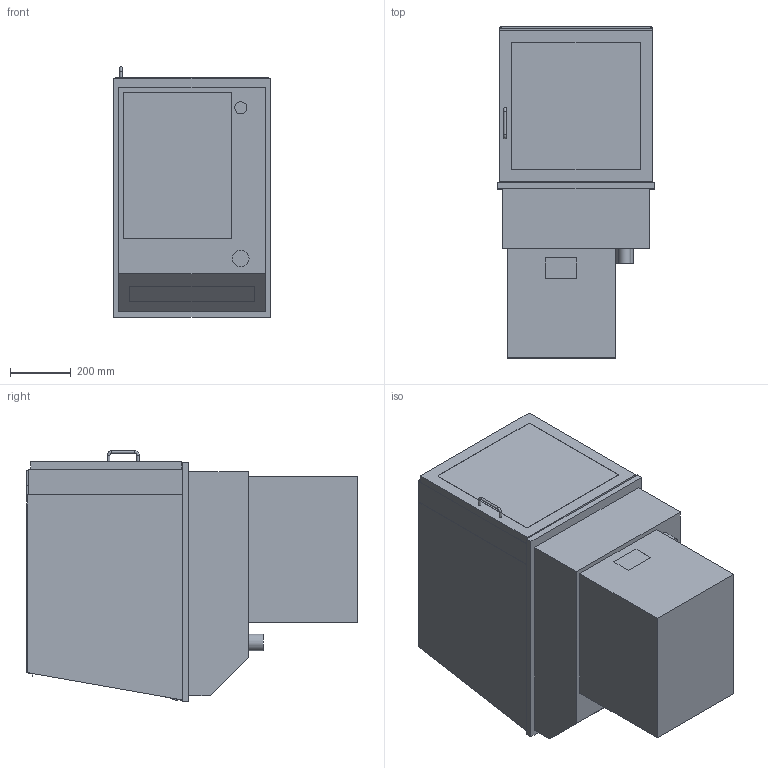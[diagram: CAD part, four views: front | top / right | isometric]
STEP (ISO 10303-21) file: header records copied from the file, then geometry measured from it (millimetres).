
FILE_DESCRIPTION(/* description */ ('Einbaukühlvitrine: eigengekühlt'),/* implementation_level */ '2;1');
FILE_NAME(/* name */ '3D-AKE-00006376.stp',/* time_stamp */ '2024-05-22T10:31:40+02:00',/* author */ ('julian.lux'),/* organization */ (''),/* preprocessor_version */ 'ST-DEVELOPER v18.1',/* originating_system */ 'Autodesk Inventor 2020',/* authorisation */ '');
FILE_SCHEMA (('AUTOMOTIVE_DESIGN { 1 0 10303 214 3 1 1 }'));
Length unit declared in the file: millimetre
Products named in the file (1): 3D-AKE-00006376
Bounding box: 515 x 1089 x 822 mm (x, y, z)
Volume: 117523405.8 mm3; surface area: 8758750.3 mm2
Topology: 31 solids, 31 shells, 292 faces, 694 edges, 466 vertices
Faces by surface type: plane 248, cylinder 42, torus 2
Full cylindrical faces by diameter (mm): 8 x3, 40 x1, 55 x1
Entity records: 8386 total; most frequent: CARTESIAN_POINT 1453, ORIENTED_EDGE 1388, DIRECTION 1380, EDGE_CURVE 694, LINE 594, VECTOR 594, VERTEX_POINT 466, AXIS2_PLACEMENT_3D 393
